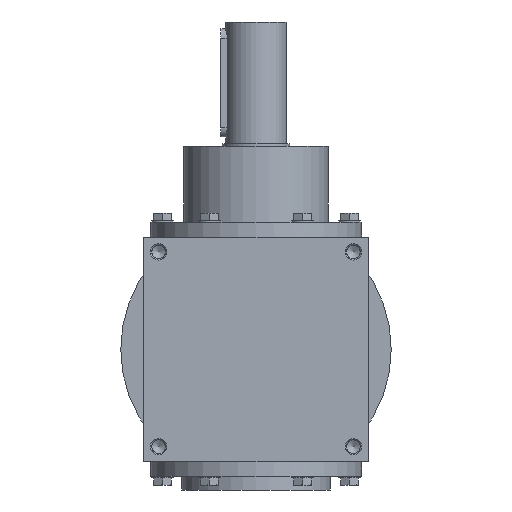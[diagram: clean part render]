
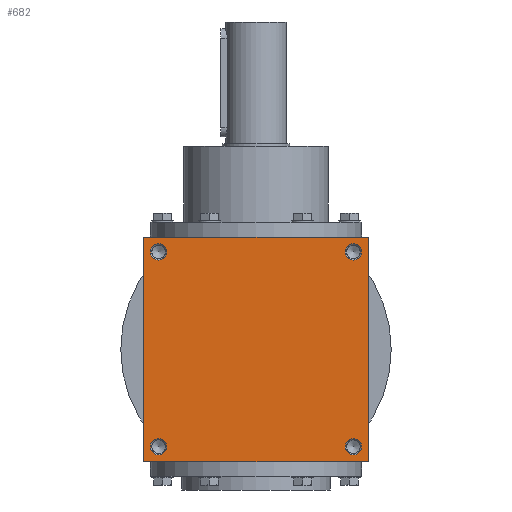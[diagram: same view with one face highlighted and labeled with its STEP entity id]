
A CAD part, left-side view. The second image highlights one B-rep face of the part: STEP entity #682.
In plain terms, the highlighted face is planar.
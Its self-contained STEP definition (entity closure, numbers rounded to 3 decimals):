
#682 = ADVANCED_FACE( '', ( #1368, #1369, #1370, #1371, #1372 ), #1373, .F. );
#1368 = FACE_BOUND( '', #2101, .T. );
#1369 = FACE_BOUND( '', #2102, .T. );
#1370 = FACE_BOUND( '', #2103, .T. );
#1371 = FACE_BOUND( '', #2104, .T. );
#1372 = FACE_OUTER_BOUND( '', #2105, .T. );
#1373 = PLANE( '', #2106 );
#2101 = EDGE_LOOP( '', ( #3220 ) );
#2102 = EDGE_LOOP( '', ( #3221 ) );
#2103 = EDGE_LOOP( '', ( #3222 ) );
#2104 = EDGE_LOOP( '', ( #3223 ) );
#2105 = EDGE_LOOP( '', ( #3224, #3225, #3226, #3227 ) );
#2106 = AXIS2_PLACEMENT_3D( '', #3228, #3229, #3230 );
#3220 = ORIENTED_EDGE( '', *, *, #3889, .F. );
#3221 = ORIENTED_EDGE( '', *, *, #3793, .T. );
#3222 = ORIENTED_EDGE( '', *, *, #3881, .F. );
#3223 = ORIENTED_EDGE( '', *, *, #4135, .T. );
#3224 = ORIENTED_EDGE( '', *, *, #4136, .F. );
#3225 = ORIENTED_EDGE( '', *, *, #3905, .F. );
#3226 = ORIENTED_EDGE( '', *, *, #4110, .F. );
#3227 = ORIENTED_EDGE( '', *, *, #4137, .F. );
#3228 = CARTESIAN_POINT( '', ( 0., 0., -83. ) );
#3229 = DIRECTION( '', ( 0., 0., 1. ) );
#3230 = DIRECTION( '', ( 1., 0., 0. ) );
#3793 = EDGE_CURVE( '', #4344, #4344, #4345, .T. );
#3881 = EDGE_CURVE( '', #4484, #4484, #4485, .T. );
#3889 = EDGE_CURVE( '', #4494, #4494, #4495, .T. );
#3905 = EDGE_CURVE( '', #4521, #4522, #4523, .T. );
#4110 = EDGE_CURVE( '', #4818, #4521, #4819, .T. );
#4135 = EDGE_CURVE( '', #4850, #4850, #4851, .T. );
#4136 = EDGE_CURVE( '', #4522, #4852, #4853, .T. );
#4137 = EDGE_CURVE( '', #4852, #4818, #4854, .T. );
#4344 = VERTEX_POINT( '', #5093 );
#4345 = CIRCLE( '', #5094, 6. );
#4484 = VERTEX_POINT( '', #5267 );
#4485 = CIRCLE( '', #5268, 6. );
#4494 = VERTEX_POINT( '', #5277 );
#4495 = CIRCLE( '', #5278, 6. );
#4521 = VERTEX_POINT( '', #5304 );
#4522 = VERTEX_POINT( '', #5305 );
#4523 = LINE( '', #5306, #5307 );
#4818 = VERTEX_POINT( '', #5791 );
#4819 = LINE( '', #5792, #5793 );
#4850 = VERTEX_POINT( '', #5842 );
#4851 = CIRCLE( '', #5843, 6. );
#4852 = VERTEX_POINT( '', #5844 );
#4853 = LINE( '', #5845, #5846 );
#4854 = LINE( '', #5847, #5848 );
#5093 = CARTESIAN_POINT( '', ( 78., 72., -83. ) );
#5094 = AXIS2_PLACEMENT_3D( '', #6101, #6102, #6103 );
#5267 = CARTESIAN_POINT( '', ( -78., -72., -83. ) );
#5268 = AXIS2_PLACEMENT_3D( '', #6256, #6257, #6258 );
#5277 = CARTESIAN_POINT( '', ( -78., 72., -83. ) );
#5278 = AXIS2_PLACEMENT_3D( '', #6268, #6269, #6270 );
#5304 = CARTESIAN_POINT( '', ( 83., 83., -83. ) );
#5305 = CARTESIAN_POINT( '', ( -83., 83., -83. ) );
#5306 = CARTESIAN_POINT( '', ( 83., 83., -83. ) );
#5307 = VECTOR( '', #6304, 1000. );
#5791 = CARTESIAN_POINT( '', ( 83., -83., -83. ) );
#5792 = CARTESIAN_POINT( '', ( 83., -83., -83. ) );
#5793 = VECTOR( '', #6595, 1000. );
#5842 = CARTESIAN_POINT( '', ( 78., -72., -83. ) );
#5843 = AXIS2_PLACEMENT_3D( '', #6620, #6621, #6622 );
#5844 = CARTESIAN_POINT( '', ( -83., -83., -83. ) );
#5845 = CARTESIAN_POINT( '', ( -83., 83., -83. ) );
#5846 = VECTOR( '', #6623, 1000. );
#5847 = CARTESIAN_POINT( '', ( -83., -83., -83. ) );
#5848 = VECTOR( '', #6624, 1000. );
#6101 = CARTESIAN_POINT( '', ( 72., 72., -83. ) );
#6102 = DIRECTION( '', ( 0., 0., 1. ) );
#6103 = DIRECTION( '', ( 1., 0., 0. ) );
#6256 = CARTESIAN_POINT( '', ( -72., -72., -83. ) );
#6257 = DIRECTION( '', ( 0., 0., -1. ) );
#6258 = DIRECTION( '', ( -1., 0., 0. ) );
#6268 = CARTESIAN_POINT( '', ( -72., 72., -83. ) );
#6269 = DIRECTION( '', ( 0., 0., -1. ) );
#6270 = DIRECTION( '', ( -1., 0., 0. ) );
#6304 = DIRECTION( '', ( -1., 0., 0. ) );
#6595 = DIRECTION( '', ( 0., 1., 0. ) );
#6620 = CARTESIAN_POINT( '', ( 72., -72., -83. ) );
#6621 = DIRECTION( '', ( 0., 0., 1. ) );
#6622 = DIRECTION( '', ( 1., 0., 0. ) );
#6623 = DIRECTION( '', ( 0., -1., 0. ) );
#6624 = DIRECTION( '', ( 1., 0., 0. ) );
